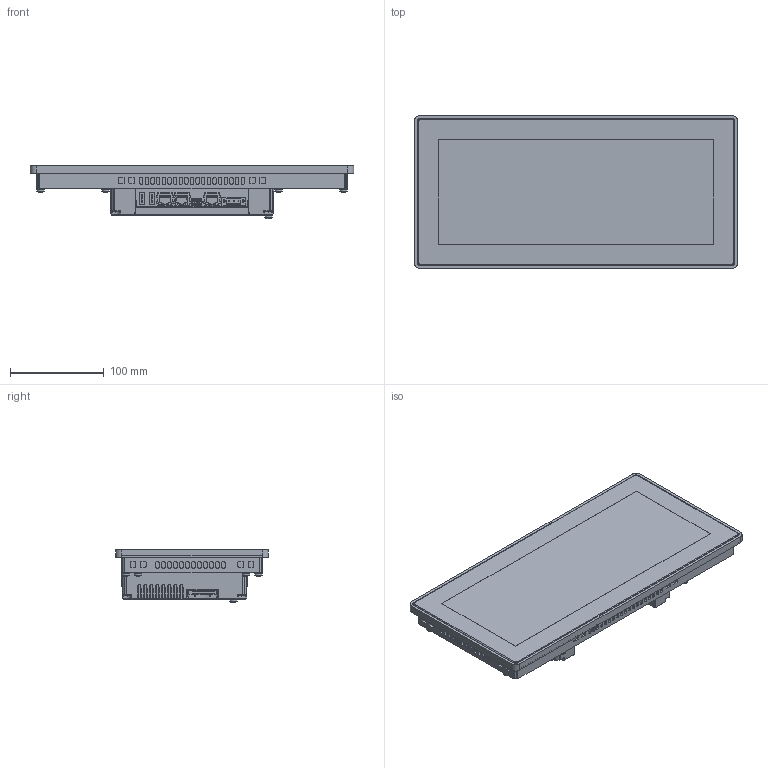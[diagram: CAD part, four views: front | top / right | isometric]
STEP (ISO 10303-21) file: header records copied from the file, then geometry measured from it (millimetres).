
FILE_DESCRIPTION (( 'STEP AP214' ), '1' );
FILE_NAME ('eX712 for customers.STEP', '2020-03-26T09:47:07', ( '' ), ( '' ), 'SwSTEP 2.0', 'SolidWorks 2020', '' );
FILE_SCHEMA (( 'AUTOMOTIVE_DESIGN' ));
Length unit declared in the file: mil
Products named in the file (1): eX712 for customers
Bounding box: 344.5 x 163 x 56.99 mm (x, y, z)
Volume: 1874006.2 mm3; surface area: 173875.4 mm2
Topology: 1 solids, 1 shells, 5865 faces, 15054 edges, 9349 vertices
Faces by surface type: plane 3779, cylinder 1204, bspline 466, sphere 170, torus 128, cone 118
Entity records: 211084 total; most frequent: CARTESIAN_POINT 100226, ORIENTED_EDGE 30090, EDGE_CURVE 15045, B_SPLINE_CURVE_WITH_KNOTS 14028, DIRECTION 11596, VERTEX_POINT 9349, EDGE_LOOP 6124, FACE_OUTER_BOUND 5865
